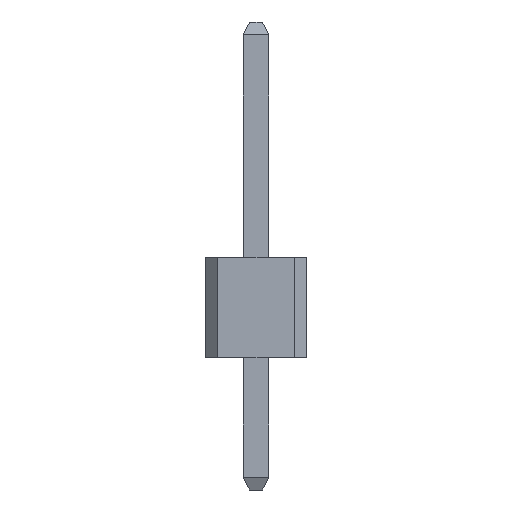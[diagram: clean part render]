
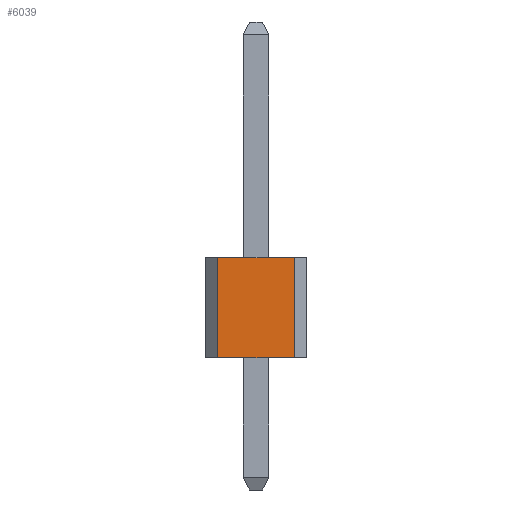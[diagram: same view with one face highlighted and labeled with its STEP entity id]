
A CAD part, left-side view. The second image highlights one B-rep face of the part: STEP entity #6039.
In plain terms, the highlighted planar face has unit normal (-1, 0, 0).
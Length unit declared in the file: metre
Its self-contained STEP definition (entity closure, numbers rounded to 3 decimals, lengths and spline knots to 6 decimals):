
#1120=ORIENTED_EDGE('',*,*,#2236,.T.);
#1121=ORIENTED_EDGE('',*,*,#2237,.T.);
#1122=ORIENTED_EDGE('',*,*,#2238,.F.);
#1123=ORIENTED_EDGE('',*,*,#2239,.T.);
#2236=EDGE_CURVE('',#2846,#2847,#3562,.T.);
#2237=EDGE_CURVE('',#2847,#2848,#3563,.T.);
#2238=EDGE_CURVE('',#2849,#2848,#3564,.T.);
#2239=EDGE_CURVE('',#2849,#2846,#3565,.T.);
#2846=VERTEX_POINT('',#9607);
#2847=VERTEX_POINT('',#9608);
#2848=VERTEX_POINT('',#9610);
#2849=VERTEX_POINT('',#9612);
#3562=LINE('',#9606,#4380);
#3563=LINE('',#9609,#4381);
#3564=LINE('',#9611,#4382);
#3565=LINE('',#9613,#4383);
#4380=VECTOR('',#7967,1.);
#4381=VECTOR('',#7968,1.);
#4382=VECTOR('',#7969,1.);
#4383=VECTOR('',#7970,1.);
#4935=EDGE_LOOP('',(#1120,#1121,#1122,#1123));
#5303=FACE_BOUND('',#4935,.T.);
#5671=PLANE('',#6756);
#6039=ADVANCED_FACE('',(#5303),#5671,.F.);
#6756=AXIS2_PLACEMENT_3D('',#9605,#7965,#7966);
#7965=DIRECTION('',(1.,0.,0.));
#7966=DIRECTION('',(0.,0.,-1.));
#7967=DIRECTION('',(0.,-1.,0.));
#7968=DIRECTION('',(0.,0.,1.));
#7969=DIRECTION('',(0.,-1.,0.));
#7970=DIRECTION('',(0.,0.,-1.));
#9605=CARTESIAN_POINT('',(-0.00127,0.,0.0025));
#9606=CARTESIAN_POINT('',(-0.00127,0.,0.));
#9607=CARTESIAN_POINT('',(-0.00127,0.00095,0.));
#9608=CARTESIAN_POINT('',(-0.00127,-0.00095,0.));
#9609=CARTESIAN_POINT('',(-0.00127,-0.00095,0.0025));
#9610=CARTESIAN_POINT('',(-0.00127,-0.00095,0.0025));
#9611=CARTESIAN_POINT('',(-0.00127,0.,0.0025));
#9612=CARTESIAN_POINT('',(-0.00127,0.00095,0.0025));
#9613=CARTESIAN_POINT('',(-0.00127,0.00095,0.));
